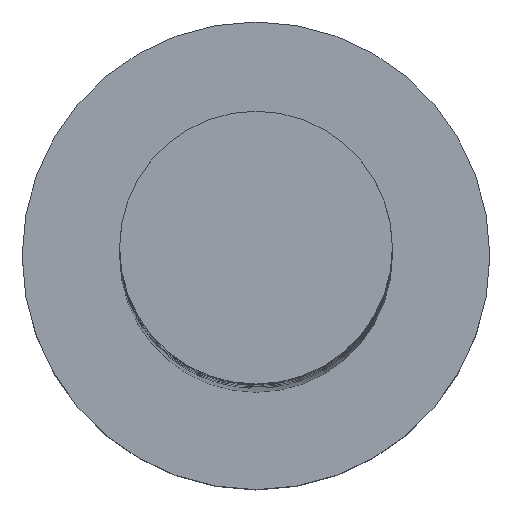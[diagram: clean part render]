
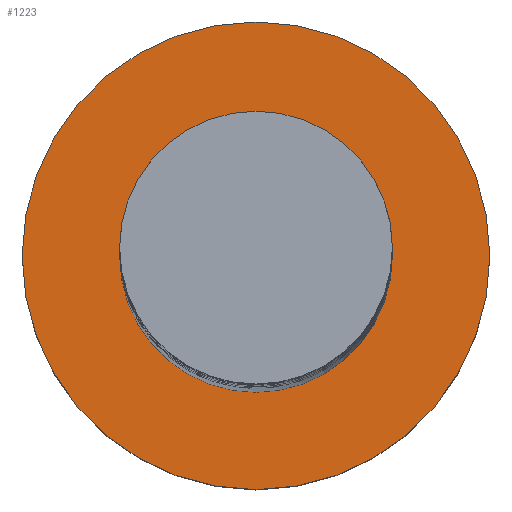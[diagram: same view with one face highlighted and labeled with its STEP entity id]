
A CAD part, top view. The second image highlights one B-rep face of the part: STEP entity #1223.
In plain terms, the highlighted planar face has unit normal (0, 0, 1).
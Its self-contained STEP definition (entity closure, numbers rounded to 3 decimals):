
#11 = ORIENTED_EDGE ( 'NONE', *, *, #1522, .F. ) ;
#36 = VERTEX_POINT ( 'NONE', #1140 ) ;
#45 = FACE_BOUND ( 'NONE', #142, .T. ) ;
#93 = DIRECTION ( 'NONE',  ( 1., 0., 0. ) ) ;
#114 = EDGE_CURVE ( 'NONE', #36, #404, #1151, .T. ) ;
#142 = EDGE_LOOP ( 'NONE', ( #910, #11 ) ) ;
#154 = CARTESIAN_POINT ( 'NONE',  ( 0., 0., 5. ) ) ;
#157 = DIRECTION ( 'NONE',  ( 1., 0., 0. ) ) ;
#207 = DIRECTION ( 'NONE',  ( 0., 0., 1. ) ) ;
#211 = DIRECTION ( 'NONE',  ( 0., 0., 1. ) ) ;
#254 = DIRECTION ( 'NONE',  ( 1., 0., 0. ) ) ;
#288 = DIRECTION ( 'NONE',  ( 1., 0., 0. ) ) ;
#289 = AXIS2_PLACEMENT_3D ( 'NONE', #154, #646, #288 ) ;
#292 = CIRCLE ( 'NONE', #344, 3.5 ) ;
#303 = CARTESIAN_POINT ( 'NONE',  ( -6., 0., 5. ) ) ;
#344 = AXIS2_PLACEMENT_3D ( 'NONE', #814, #211, #254 ) ;
#369 = AXIS2_PLACEMENT_3D ( 'NONE', #1120, #1022, #157 ) ;
#404 = VERTEX_POINT ( 'NONE', #721 ) ;
#416 = CARTESIAN_POINT ( 'NONE',  ( 6., 0., 5. ) ) ;
#459 = DIRECTION ( 'NONE',  ( 0., 0., 1. ) ) ;
#646 = DIRECTION ( 'NONE',  ( 0., 0., 1. ) ) ;
#721 = CARTESIAN_POINT ( 'NONE',  ( 3.5, 0., 5. ) ) ;
#750 = EDGE_CURVE ( 'NONE', #1287, #1296, #1408, .T. ) ;
#785 = FACE_OUTER_BOUND ( 'NONE', #1210, .T. ) ;
#814 = CARTESIAN_POINT ( 'NONE',  ( 0., 0., 5. ) ) ;
#880 = PLANE ( 'NONE',  #369 ) ;
#910 = ORIENTED_EDGE ( 'NONE', *, *, #114, .F. ) ;
#967 = ORIENTED_EDGE ( 'NONE', *, *, #1504, .T. ) ;
#1022 = DIRECTION ( 'NONE',  ( 0., 0., 1. ) ) ;
#1120 = CARTESIAN_POINT ( 'NONE',  ( 0., 0., 5. ) ) ;
#1140 = CARTESIAN_POINT ( 'NONE',  ( -3.5, 0., 5. ) ) ;
#1151 = CIRCLE ( 'NONE', #1426, 3.5 ) ;
#1210 = EDGE_LOOP ( 'NONE', ( #967, #1346 ) ) ;
#1223 = ADVANCED_FACE ( 'NONE', ( #45, #785 ), #880, .T. ) ;
#1287 = VERTEX_POINT ( 'NONE', #416 ) ;
#1296 = VERTEX_POINT ( 'NONE', #303 ) ;
#1346 = ORIENTED_EDGE ( 'NONE', *, *, #750, .T. ) ;
#1408 = CIRCLE ( 'NONE', #289, 6. ) ;
#1423 = CARTESIAN_POINT ( 'NONE',  ( 0., 0., 5. ) ) ;
#1426 = AXIS2_PLACEMENT_3D ( 'NONE', #1423, #207, #93 ) ;
#1428 = AXIS2_PLACEMENT_3D ( 'NONE', #1530, #459, #1524 ) ;
#1503 = CIRCLE ( 'NONE', #1428, 6. ) ;
#1504 = EDGE_CURVE ( 'NONE', #1296, #1287, #1503, .T. ) ;
#1522 = EDGE_CURVE ( 'NONE', #404, #36, #292, .T. ) ;
#1524 = DIRECTION ( 'NONE',  ( 1., 0., 0. ) ) ;
#1530 = CARTESIAN_POINT ( 'NONE',  ( 0., 0., 5. ) ) ;
